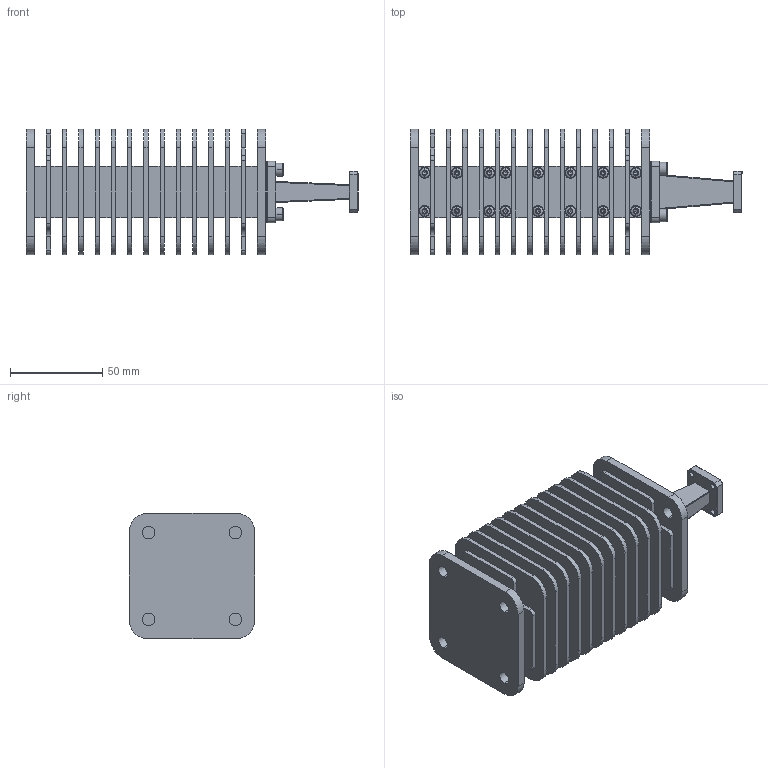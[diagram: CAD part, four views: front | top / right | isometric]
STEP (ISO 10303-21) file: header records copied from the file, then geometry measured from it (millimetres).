
FILE_DESCRIPTION (( 'STEP AP203' ), '1' );
FILE_NAME ('SWL-3454-S8 NEW.STEP', '2021-04-26T19:41:05', ( '' ), ( '' ), 'SwSTEP 2.0', 'SolidWorks 2021', '' );
FILE_SCHEMA (( 'CONFIG_CONTROL_DESIGN' ));
Length unit declared in the file: inch
Products named in the file (1): SWL-3454-S8 NEW
Bounding box: 180 x 68 x 68 mm (x, y, z)
Surface area: 146119.7 mm2 (no closed solid volume)
Topology: 0 solids, 53 shells, 1897 faces, 4884 edges, 2990 vertices
Faces by surface type: cylinder 760, plane 639, bspline 218, cone 168, torus 80, sphere 32
Entity records: 66509 total; most frequent: CARTESIAN_POINT 26257, ORIENTED_EDGE 9208, DIRECTION 6406, EDGE_CURVE 4796, VERTEX_POINT 2990, B_SPLINE_CURVE_WITH_KNOTS 2351, AXIS2_PLACEMENT_3D 2332, EDGE_LOOP 2036
